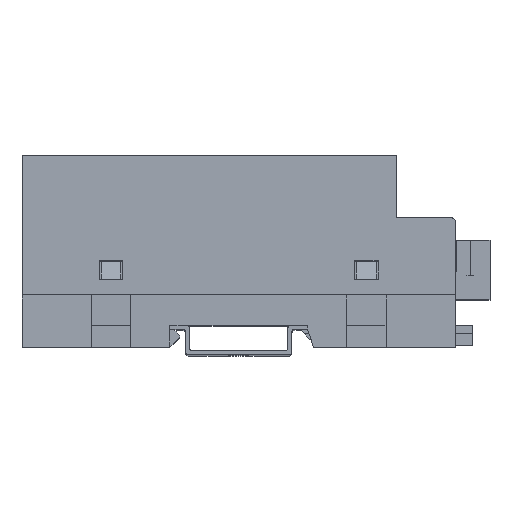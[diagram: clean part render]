
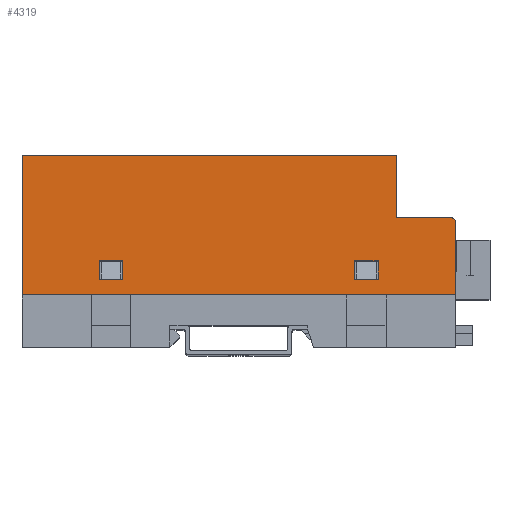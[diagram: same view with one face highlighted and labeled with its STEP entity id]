
A CAD part, top view. The second image highlights one B-rep face of the part: STEP entity #4319.
In plain terms, the highlighted face is planar.
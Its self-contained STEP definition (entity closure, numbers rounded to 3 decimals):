
#9 = VERTEX_POINT ( 'NONE', #23938 ) ;
#199 = CARTESIAN_POINT ( 'NONE',  ( -54., 18.6, -52.5 ) ) ;
#527 = CARTESIAN_POINT ( 'NONE',  ( -55., 35.3, -52.5 ) ) ;
#1138 = VERTEX_POINT ( 'NONE', #8663 ) ;
#1481 = EDGE_LOOP ( 'NONE', ( #22923, #29425, #18942, #7386 ) ) ;
#1678 = CARTESIAN_POINT ( 'NONE',  ( -35.4, 4., -52.5 ) ) ;
#1845 = CARTESIAN_POINT ( 'NONE',  ( 29.4, 8.7, -52.5 ) ) ;
#2399 = VERTEX_POINT ( 'NONE', #33065 ) ;
#3085 = LINE ( 'NONE', #27341, #10899 ) ;
#3152 = DIRECTION ( 'NONE',  ( 1., 0., 0. ) ) ;
#3640 = LINE ( 'NONE', #5134, #31467 ) ;
#3917 = VERTEX_POINT ( 'NONE', #29005 ) ;
#3938 = EDGE_CURVE ( 'NONE', #20381, #9, #12339, .T. ) ;
#4319 = ADVANCED_FACE ( 'NONE', ( #19223, #24162, #22519 ), #16206, .F. ) ;
#4426 = VECTOR ( 'NONE', #20994, 1000. ) ;
#5134 = CARTESIAN_POINT ( 'NONE',  ( -55., 35.3, -52.5 ) ) ;
#5353 = CARTESIAN_POINT ( 'NONE',  ( -35.4, 8.7, -52.5 ) ) ;
#5388 = VERTEX_POINT ( 'NONE', #20398 ) ;
#5497 = CARTESIAN_POINT ( 'NONE',  ( 35.4, 8.7, -52.5 ) ) ;
#5601 = VERTEX_POINT ( 'NONE', #6114 ) ;
#6114 = CARTESIAN_POINT ( 'NONE',  ( -55., 18.6, -52.5 ) ) ;
#6255 = CARTESIAN_POINT ( 'NONE',  ( 29.4, 8.7, -52.5 ) ) ;
#6322 = VERTEX_POINT ( 'NONE', #11483 ) ;
#6375 = CIRCLE ( 'NONE', #22435, 1. ) ;
#6459 = EDGE_CURVE ( 'NONE', #6322, #20858, #3085, .T. ) ;
#7217 = EDGE_CURVE ( 'NONE', #10705, #2399, #33355, .T. ) ;
#7218 = CARTESIAN_POINT ( 'NONE',  ( -40., 19.6, -52.5 ) ) ;
#7386 = ORIENTED_EDGE ( 'NONE', *, *, #31725, .F. ) ;
#7391 = ORIENTED_EDGE ( 'NONE', *, *, #11955, .F. ) ;
#7717 = DIRECTION ( 'NONE',  ( -1., 0., 0. ) ) ;
#7740 = VECTOR ( 'NONE', #7717, 1000. ) ;
#8342 = ORIENTED_EDGE ( 'NONE', *, *, #25185, .F. ) ;
#8566 = ORIENTED_EDGE ( 'NONE', *, *, #22680, .T. ) ;
#8663 = CARTESIAN_POINT ( 'NONE',  ( 35.4, 4., -52.5 ) ) ;
#8943 = LINE ( 'NONE', #18151, #4426 ) ;
#9054 = DIRECTION ( 'NONE',  ( -1., 0., 0. ) ) ;
#9232 = DIRECTION ( 'NONE',  ( 1., 0., 0. ) ) ;
#10032 = CARTESIAN_POINT ( 'NONE',  ( -35.4, 8.7, -52.5 ) ) ;
#10072 = VECTOR ( 'NONE', #20765, 1000. ) ;
#10211 = DIRECTION ( 'NONE',  ( -1., 0., 0. ) ) ;
#10705 = VERTEX_POINT ( 'NONE', #5353 ) ;
#10882 = DIRECTION ( 'NONE',  ( 0., 0., -1. ) ) ;
#10899 = VECTOR ( 'NONE', #9054, 1000. ) ;
#10930 = EDGE_CURVE ( 'NONE', #29248, #1138, #8943, .T. ) ;
#11091 = ORIENTED_EDGE ( 'NONE', *, *, #16168, .F. ) ;
#11320 = VECTOR ( 'NONE', #26352, 1000. ) ;
#11483 = CARTESIAN_POINT ( 'NONE',  ( -29.4, 4., -52.5 ) ) ;
#11955 = EDGE_CURVE ( 'NONE', #5388, #15989, #14209, .T. ) ;
#12339 = LINE ( 'NONE', #31831, #30717 ) ;
#12364 = LINE ( 'NONE', #15973, #26243 ) ;
#12464 = LINE ( 'NONE', #14920, #18556 ) ;
#14209 = LINE ( 'NONE', #1845, #29312 ) ;
#14920 = CARTESIAN_POINT ( 'NONE',  ( 55., 35.3, -52.5 ) ) ;
#15161 = DIRECTION ( 'NONE',  ( 0., 1., 0. ) ) ;
#15457 = ORIENTED_EDGE ( 'NONE', *, *, #3938, .T. ) ;
#15519 = CARTESIAN_POINT ( 'NONE',  ( -55., 0., -52.5 ) ) ;
#15566 = LINE ( 'NONE', #10032, #16398 ) ;
#15959 = DIRECTION ( 'NONE',  ( 0., 1., 0. ) ) ;
#15973 = CARTESIAN_POINT ( 'NONE',  ( -55., 35.3, -52.5 ) ) ;
#15989 = VERTEX_POINT ( 'NONE', #6255 ) ;
#16168 = EDGE_CURVE ( 'NONE', #15989, #29248, #25740, .T. ) ;
#16206 = PLANE ( 'NONE',  #16830 ) ;
#16398 = VECTOR ( 'NONE', #15161, 1000. ) ;
#16755 = CARTESIAN_POINT ( 'NONE',  ( 35.4, 4., -52.5 ) ) ;
#16830 = AXIS2_PLACEMENT_3D ( 'NONE', #527, #18823, #3152 ) ;
#16968 = ORIENTED_EDGE ( 'NONE', *, *, #18912, .T. ) ;
#17106 = CARTESIAN_POINT ( 'NONE',  ( 35.4, 8.7, -52.5 ) ) ;
#17539 = CARTESIAN_POINT ( 'NONE',  ( 55., 0., -52.5 ) ) ;
#17596 = VERTEX_POINT ( 'NONE', #30040 ) ;
#18151 = CARTESIAN_POINT ( 'NONE',  ( 35.4, 8.7, -52.5 ) ) ;
#18491 = EDGE_LOOP ( 'NONE', ( #11091, #7391, #19130, #29628 ) ) ;
#18556 = VECTOR ( 'NONE', #20143, 1000. ) ;
#18823 = DIRECTION ( 'NONE',  ( 0., 0., 1. ) ) ;
#18912 = EDGE_CURVE ( 'NONE', #5601, #17596, #6375, .T. ) ;
#18942 = ORIENTED_EDGE ( 'NONE', *, *, #7217, .F. ) ;
#19130 = ORIENTED_EDGE ( 'NONE', *, *, #33332, .F. ) ;
#19223 = FACE_BOUND ( 'NONE', #1481, .T. ) ;
#20143 = DIRECTION ( 'NONE',  ( 0., -1., 0. ) ) ;
#20381 = VERTEX_POINT ( 'NONE', #7218 ) ;
#20398 = CARTESIAN_POINT ( 'NONE',  ( 29.4, 4., -52.5 ) ) ;
#20765 = DIRECTION ( 'NONE',  ( -1., 0., 0. ) ) ;
#20858 = VERTEX_POINT ( 'NONE', #1678 ) ;
#20941 = EDGE_CURVE ( 'NONE', #2399, #6322, #23370, .T. ) ;
#20971 = CARTESIAN_POINT ( 'NONE',  ( -29.4, 8.7, -52.5 ) ) ;
#20994 = DIRECTION ( 'NONE',  ( 0., -1., 0. ) ) ;
#21200 = DIRECTION ( 'NONE',  ( 0., -1., 0. ) ) ;
#21481 = LINE ( 'NONE', #15519, #10072 ) ;
#22435 = AXIS2_PLACEMENT_3D ( 'NONE', #199, #10882, #26513 ) ;
#22519 = FACE_OUTER_BOUND ( 'NONE', #32785, .T. ) ;
#22680 = EDGE_CURVE ( 'NONE', #28974, #26264, #21481, .T. ) ;
#22923 = ORIENTED_EDGE ( 'NONE', *, *, #6459, .F. ) ;
#23370 = LINE ( 'NONE', #25226, #23798 ) ;
#23798 = VECTOR ( 'NONE', #30718, 1000. ) ;
#23938 = CARTESIAN_POINT ( 'NONE',  ( -40., 35.3, -52.5 ) ) ;
#24162 = FACE_BOUND ( 'NONE', #18491, .T. ) ;
#25185 = EDGE_CURVE ( 'NONE', #20381, #17596, #28277, .T. ) ;
#25226 = CARTESIAN_POINT ( 'NONE',  ( -29.4, 8.7, -52.5 ) ) ;
#25461 = EDGE_CURVE ( 'NONE', #3917, #9, #3640, .T. ) ;
#25740 = LINE ( 'NONE', #17106, #27811 ) ;
#26243 = VECTOR ( 'NONE', #21200, 1000. ) ;
#26264 = VERTEX_POINT ( 'NONE', #31950 ) ;
#26352 = DIRECTION ( 'NONE',  ( 1., 0., 0. ) ) ;
#26353 = ORIENTED_EDGE ( 'NONE', *, *, #29012, .T. ) ;
#26513 = DIRECTION ( 'NONE',  ( 1., 0., 0. ) ) ;
#27341 = CARTESIAN_POINT ( 'NONE',  ( -29.4, 4., -52.5 ) ) ;
#27778 = LINE ( 'NONE', #16755, #7740 ) ;
#27811 = VECTOR ( 'NONE', #9232, 1000. ) ;
#28277 = LINE ( 'NONE', #32485, #29471 ) ;
#28974 = VERTEX_POINT ( 'NONE', #17539 ) ;
#29005 = CARTESIAN_POINT ( 'NONE',  ( 55., 35.3, -52.5 ) ) ;
#29012 = EDGE_CURVE ( 'NONE', #3917, #28974, #12464, .T. ) ;
#29092 = ORIENTED_EDGE ( 'NONE', *, *, #25461, .F. ) ;
#29248 = VERTEX_POINT ( 'NONE', #5497 ) ;
#29312 = VECTOR ( 'NONE', #33382, 1000. ) ;
#29425 = ORIENTED_EDGE ( 'NONE', *, *, #20941, .F. ) ;
#29471 = VECTOR ( 'NONE', #30084, 1000. ) ;
#29628 = ORIENTED_EDGE ( 'NONE', *, *, #10930, .F. ) ;
#30040 = CARTESIAN_POINT ( 'NONE',  ( -54., 19.6, -52.5 ) ) ;
#30084 = DIRECTION ( 'NONE',  ( -1., 0., 0. ) ) ;
#30190 = EDGE_CURVE ( 'NONE', #5601, #26264, #12364, .T. ) ;
#30717 = VECTOR ( 'NONE', #15959, 1000. ) ;
#30718 = DIRECTION ( 'NONE',  ( 0., -1., 0. ) ) ;
#31467 = VECTOR ( 'NONE', #10211, 1000. ) ;
#31579 = ORIENTED_EDGE ( 'NONE', *, *, #30190, .F. ) ;
#31725 = EDGE_CURVE ( 'NONE', #20858, #10705, #15566, .T. ) ;
#31831 = CARTESIAN_POINT ( 'NONE',  ( -40., 19.6, -52.5 ) ) ;
#31950 = CARTESIAN_POINT ( 'NONE',  ( -55., 0., -52.5 ) ) ;
#32485 = CARTESIAN_POINT ( 'NONE',  ( -55., 19.6, -52.5 ) ) ;
#32785 = EDGE_LOOP ( 'NONE', ( #31579, #16968, #8342, #15457, #29092, #26353, #8566 ) ) ;
#33065 = CARTESIAN_POINT ( 'NONE',  ( -29.4, 8.7, -52.5 ) ) ;
#33332 = EDGE_CURVE ( 'NONE', #1138, #5388, #27778, .T. ) ;
#33355 = LINE ( 'NONE', #20971, #11320 ) ;
#33382 = DIRECTION ( 'NONE',  ( 0., 1., 0. ) ) ;
